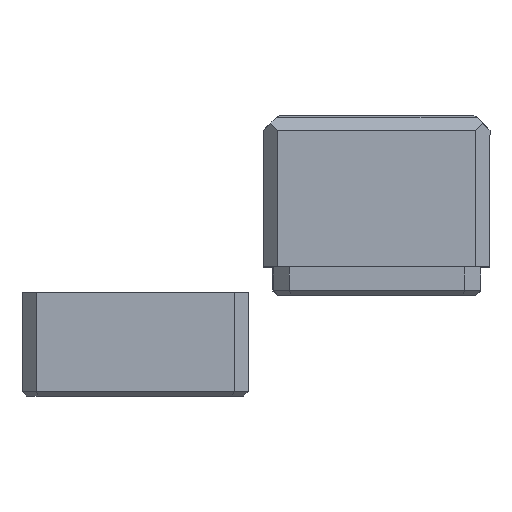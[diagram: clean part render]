
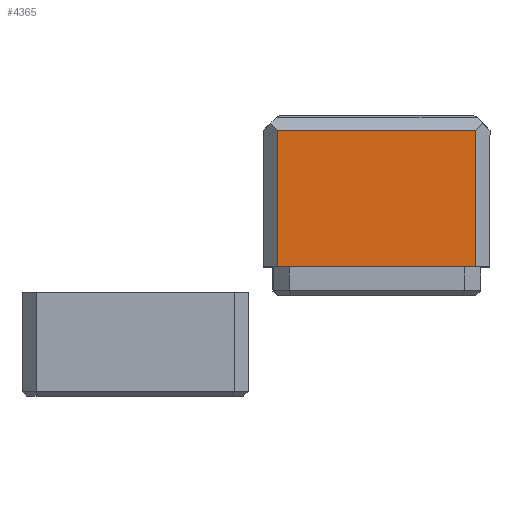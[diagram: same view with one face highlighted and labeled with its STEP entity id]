
A CAD part, left-side view. The second image highlights one B-rep face of the part: STEP entity #4365.
In plain terms, the highlighted face is planar.
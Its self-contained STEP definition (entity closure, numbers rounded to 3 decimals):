
#241=PLANE('',#4699);
#470=FACE_OUTER_BOUND('',#733,.T.);
#733=EDGE_LOOP('',(#3768,#3769,#3770,#3771));
#1179=LINE('',#6829,#1714);
#1183=LINE('',#6837,#1718);
#1184=LINE('',#6840,#1719);
#1185=LINE('',#6841,#1720);
#1714=VECTOR('',#5579,10.);
#1718=VECTOR('',#5585,10.);
#1719=VECTOR('',#5588,10.);
#1720=VECTOR('',#5589,10.);
#2214=VERTEX_POINT('',#6815);
#2220=VERTEX_POINT('',#6827);
#2223=VERTEX_POINT('',#6835);
#2224=VERTEX_POINT('',#6839);
#2755=EDGE_CURVE('',#2220,#2214,#1179,.T.);
#2759=EDGE_CURVE('',#2223,#2220,#1183,.T.);
#2760=EDGE_CURVE('',#2224,#2223,#1184,.T.);
#2761=EDGE_CURVE('',#2214,#2224,#1185,.T.);
#3768=ORIENTED_EDGE('',*,*,#2759,.F.);
#3769=ORIENTED_EDGE('',*,*,#2760,.F.);
#3770=ORIENTED_EDGE('',*,*,#2761,.F.);
#3771=ORIENTED_EDGE('',*,*,#2755,.F.);
#4365=ADVANCED_FACE('',(#470),#241,.T.);
#4699=AXIS2_PLACEMENT_3D('',#6838,#5586,#5587);
#5579=DIRECTION('',(0.,-1.,0.));
#5585=DIRECTION('',(0.,0.,-1.));
#5586=DIRECTION('center_axis',(1.,0.,0.));
#5587=DIRECTION('ref_axis',(0.,1.,0.));
#5588=DIRECTION('',(0.,1.,0.));
#5589=DIRECTION('',(0.,0.,1.));
#6815=CARTESIAN_POINT('',(41.5,52.998,7.));
#6827=CARTESIAN_POINT('',(41.5,73.998,7.));
#6829=CARTESIAN_POINT('',(41.5,63.498,7.));
#6835=CARTESIAN_POINT('',(41.5,73.998,21.5));
#6837=CARTESIAN_POINT('',(41.5,73.998,21.));
#6838=CARTESIAN_POINT('Origin',(41.5,51.498,21.));
#6839=CARTESIAN_POINT('',(41.5,52.998,21.5));
#6840=CARTESIAN_POINT('',(41.5,57.498,21.5));
#6841=CARTESIAN_POINT('',(41.5,52.998,21.));
